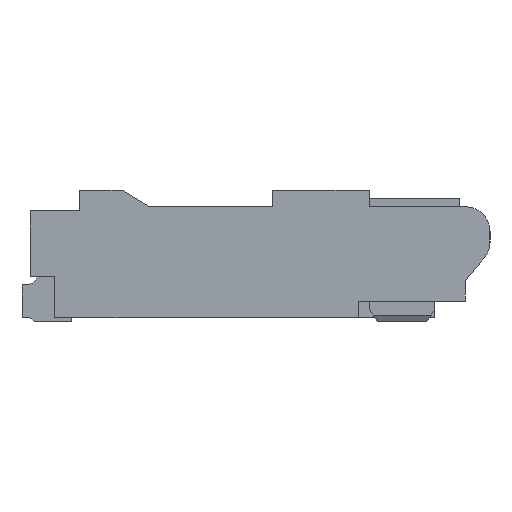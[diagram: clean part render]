
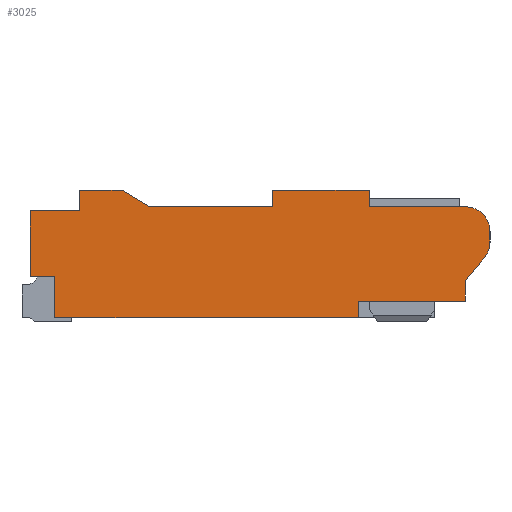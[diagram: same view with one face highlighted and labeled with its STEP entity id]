
A CAD part, left-side view. The second image highlights one B-rep face of the part: STEP entity #3025.
In plain terms, the highlighted planar face has unit normal (-1, 0, 0).
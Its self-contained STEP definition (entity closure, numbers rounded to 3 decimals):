
#15=CIRCLE('',#3178,0.3);
#17=CIRCLE('',#3184,0.3);
#94=FACE_OUTER_BOUND('',#249,.T.);
#249=EDGE_LOOP('',(#2109,#2110,#2111,#2112,#2113,#2114,#2115,#2116,#2117,
#2118,#2119,#2120,#2121,#2122,#2123,#2124,#2125,#2126,#2127,#2128));
#429=LINE('',#4228,#834);
#436=LINE('',#4243,#841);
#453=LINE('',#4279,#858);
#470=LINE('',#4314,#875);
#481=LINE('',#4339,#886);
#484=LINE('',#4345,#889);
#487=LINE('',#4356,#892);
#490=LINE('',#4360,#895);
#492=LINE('',#4365,#897);
#496=LINE('',#4374,#901);
#514=LINE('',#4407,#919);
#524=LINE('',#4428,#929);
#526=LINE('',#4431,#931);
#537=LINE('',#4453,#942);
#538=LINE('',#4455,#943);
#539=LINE('',#4457,#944);
#540=LINE('',#4458,#945);
#541=LINE('',#4459,#946);
#834=VECTOR('',#3425,1.);
#841=VECTOR('',#3434,1.);
#858=VECTOR('',#3455,1.);
#875=VECTOR('',#3474,1.);
#886=VECTOR('',#3497,1.);
#889=VECTOR('',#3502,1.);
#892=VECTOR('',#3513,1.);
#895=VECTOR('',#3518,1.);
#897=VECTOR('',#3522,1.);
#901=VECTOR('',#3528,1.);
#919=VECTOR('',#3554,1.);
#929=VECTOR('',#3568,1.);
#931=VECTOR('',#3572,1.);
#942=VECTOR('',#3591,1.);
#943=VECTOR('',#3592,1.);
#944=VECTOR('',#3593,1.);
#945=VECTOR('',#3594,1.);
#946=VECTOR('',#3595,1.);
#1230=VERTEX_POINT('',#4225);
#1231=VERTEX_POINT('',#4227);
#1237=VERTEX_POINT('',#4240);
#1238=VERTEX_POINT('',#4242);
#1253=VERTEX_POINT('',#4275);
#1255=VERTEX_POINT('',#4278);
#1271=VERTEX_POINT('',#4311);
#1272=VERTEX_POINT('',#4313);
#1278=VERTEX_POINT('',#4328);
#1280=VERTEX_POINT('',#4337);
#1282=VERTEX_POINT('',#4343);
#1284=VERTEX_POINT('',#4349);
#1286=VERTEX_POINT('',#4355);
#1288=VERTEX_POINT('',#4364);
#1291=VERTEX_POINT('',#4371);
#1292=VERTEX_POINT('',#4373);
#1310=VERTEX_POINT('',#4422);
#1312=VERTEX_POINT('',#4426);
#1320=VERTEX_POINT('',#4454);
#1321=VERTEX_POINT('',#4456);
#1523=EDGE_CURVE('',#1231,#1230,#429,.T.);
#1530=EDGE_CURVE('',#1238,#1237,#436,.T.);
#1547=EDGE_CURVE('',#1253,#1255,#453,.T.);
#1564=EDGE_CURVE('',#1271,#1272,#470,.T.);
#1571=EDGE_CURVE('',#1278,#1231,#15,.T.);
#1577=EDGE_CURVE('',#1237,#1280,#481,.T.);
#1580=EDGE_CURVE('',#1280,#1282,#484,.T.);
#1583=EDGE_CURVE('',#1282,#1284,#17,.T.);
#1585=EDGE_CURVE('',#1286,#1255,#487,.T.);
#1588=EDGE_CURVE('',#1271,#1286,#490,.T.);
#1590=EDGE_CURVE('',#1288,#1272,#492,.T.);
#1594=EDGE_CURVE('',#1291,#1292,#496,.T.);
#1612=EDGE_CURVE('',#1230,#1292,#514,.T.);
#1622=EDGE_CURVE('',#1312,#1310,#524,.T.);
#1624=EDGE_CURVE('',#1278,#1284,#526,.T.);
#1637=EDGE_CURVE('',#1238,#1253,#537,.T.);
#1638=EDGE_CURVE('',#1291,#1320,#538,.T.);
#1639=EDGE_CURVE('',#1320,#1321,#539,.T.);
#1640=EDGE_CURVE('',#1321,#1310,#540,.T.);
#1641=EDGE_CURVE('',#1312,#1288,#541,.T.);
#2109=ORIENTED_EDGE('',*,*,#1637,.F.);
#2110=ORIENTED_EDGE('',*,*,#1530,.T.);
#2111=ORIENTED_EDGE('',*,*,#1577,.T.);
#2112=ORIENTED_EDGE('',*,*,#1580,.T.);
#2113=ORIENTED_EDGE('',*,*,#1583,.T.);
#2114=ORIENTED_EDGE('',*,*,#1624,.F.);
#2115=ORIENTED_EDGE('',*,*,#1571,.T.);
#2116=ORIENTED_EDGE('',*,*,#1523,.T.);
#2117=ORIENTED_EDGE('',*,*,#1612,.T.);
#2118=ORIENTED_EDGE('',*,*,#1594,.F.);
#2119=ORIENTED_EDGE('',*,*,#1638,.T.);
#2120=ORIENTED_EDGE('',*,*,#1639,.T.);
#2121=ORIENTED_EDGE('',*,*,#1640,.T.);
#2122=ORIENTED_EDGE('',*,*,#1622,.F.);
#2123=ORIENTED_EDGE('',*,*,#1641,.T.);
#2124=ORIENTED_EDGE('',*,*,#1590,.T.);
#2125=ORIENTED_EDGE('',*,*,#1564,.F.);
#2126=ORIENTED_EDGE('',*,*,#1588,.T.);
#2127=ORIENTED_EDGE('',*,*,#1585,.T.);
#2128=ORIENTED_EDGE('',*,*,#1547,.F.);
#2792=PLANE('',#3199);
#3025=ADVANCED_FACE('',(#94),#2792,.F.);
#3178=AXIS2_PLACEMENT_3D('',#4329,#3486,#3487);
#3184=AXIS2_PLACEMENT_3D('',#4351,#3508,#3509);
#3199=AXIS2_PLACEMENT_3D('',#4452,#3589,#3590);
#3425=DIRECTION('',(0.,1.,0.));
#3434=DIRECTION('',(0.,-1.,0.));
#3455=DIRECTION('',(0.,1.,0.));
#3474=DIRECTION('',(0.,0.,1.));
#3486=DIRECTION('center_axis',(-1.,0.,0.));
#3487=DIRECTION('ref_axis',(0.,1.,0.));
#3497=DIRECTION('',(0.,0.,1.));
#3502=DIRECTION('',(0.,-0.64,0.768));
#3508=DIRECTION('center_axis',(-1.,0.,0.));
#3509=DIRECTION('ref_axis',(0.,1.,0.));
#3513=DIRECTION('',(0.,0.,-1.));
#3518=DIRECTION('',(0.,-1.,0.));
#3522=DIRECTION('',(0.,1.,0.));
#3528=DIRECTION('',(0.,-1.,0.));
#3554=DIRECTION('',(0.,0.,1.));
#3568=DIRECTION('',(0.,-1.,0.));
#3572=DIRECTION('',(0.,0.,-1.));
#3589=DIRECTION('center_axis',(1.,0.,0.));
#3590=DIRECTION('ref_axis',(0.,0.,-1.));
#3591=DIRECTION('',(0.,0.,-1.));
#3592=DIRECTION('',(0.,0.,-1.));
#3593=DIRECTION('',(0.,1.,0.));
#3594=DIRECTION('',(0.,0.855,0.518));
#3595=DIRECTION('',(0.,0.,-1.));
#4225=CARTESIAN_POINT('',(-3.65,-1.85,1.4));
#4227=CARTESIAN_POINT('',(-3.65,-3.02,1.4));
#4228=CARTESIAN_POINT('',(-3.65,-3.02,1.4));
#4240=CARTESIAN_POINT('',(-3.65,-3.02,0.25));
#4242=CARTESIAN_POINT('',(-3.65,-1.72,0.25));
#4243=CARTESIAN_POINT('',(-3.65,-2.65,0.25));
#4275=CARTESIAN_POINT('',(-3.65,-1.72,0.05));
#4278=CARTESIAN_POINT('',(-3.65,1.98,0.05));
#4279=CARTESIAN_POINT('',(-3.65,-3.32,0.05));
#4311=CARTESIAN_POINT('',(-3.65,2.28,0.55));
#4313=CARTESIAN_POINT('',(-3.65,2.28,1.35));
#4314=CARTESIAN_POINT('',(-3.65,2.28,0.05));
#4328=CARTESIAN_POINT('',(-3.65,-3.32,1.1));
#4329=CARTESIAN_POINT('Origin',(-3.65,-3.02,1.1));
#4337=CARTESIAN_POINT('',(-3.65,-3.02,0.5));
#4339=CARTESIAN_POINT('',(-3.65,-3.02,0.25));
#4343=CARTESIAN_POINT('',(-3.65,-3.25,0.777));
#4345=CARTESIAN_POINT('',(-3.65,-3.02,0.5));
#4349=CARTESIAN_POINT('',(-3.65,-3.32,0.969));
#4351=CARTESIAN_POINT('Origin',(-3.65,-3.02,0.969));
#4355=CARTESIAN_POINT('',(-3.65,1.98,0.55));
#4356=CARTESIAN_POINT('',(-3.65,1.98,0.55));
#4360=CARTESIAN_POINT('',(-3.65,2.28,0.55));
#4364=CARTESIAN_POINT('',(-3.65,1.68,1.35));
#4365=CARTESIAN_POINT('',(-3.65,1.68,1.35));
#4371=CARTESIAN_POINT('',(-3.65,-0.67,1.6));
#4373=CARTESIAN_POINT('',(-3.65,-1.85,1.6));
#4374=CARTESIAN_POINT('',(-3.65,2.28,1.6));
#4407=CARTESIAN_POINT('',(-3.65,-1.85,1.4));
#4422=CARTESIAN_POINT('',(-3.65,1.16,1.6));
#4426=CARTESIAN_POINT('',(-3.65,1.68,1.6));
#4428=CARTESIAN_POINT('',(-3.65,2.28,1.6));
#4431=CARTESIAN_POINT('',(-3.65,-3.32,1.6));
#4452=CARTESIAN_POINT('Origin',(-3.65,-4.84,0.05));
#4453=CARTESIAN_POINT('',(-3.65,-1.72,0.25));
#4454=CARTESIAN_POINT('',(-3.65,-0.67,1.4));
#4455=CARTESIAN_POINT('',(-3.65,-0.67,1.6));
#4456=CARTESIAN_POINT('',(-3.65,0.83,1.4));
#4457=CARTESIAN_POINT('',(-3.65,-0.67,1.4));
#4458=CARTESIAN_POINT('',(-3.65,0.83,1.4));
#4459=CARTESIAN_POINT('',(-3.65,1.68,1.6));
